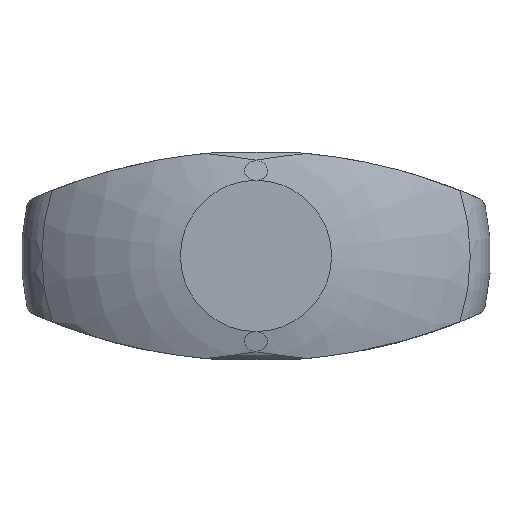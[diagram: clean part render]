
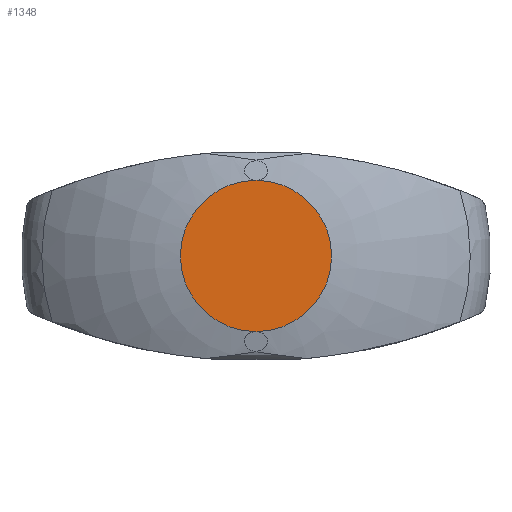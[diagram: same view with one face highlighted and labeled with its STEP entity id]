
A CAD part, top view. The second image highlights one B-rep face of the part: STEP entity #1348.
In plain terms, the highlighted planar face has unit normal (0, 0, 1).
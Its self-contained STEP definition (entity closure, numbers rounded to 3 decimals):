
#866=EDGE_CURVE('',#1254,#1680,#2192,.T.);
#1254=VERTEX_POINT('',#2613);
#1278=EDGE_CURVE('',#1680,#1254,#2639,.T.);
#1348=ADVANCED_FACE('',(#2718),#2719,.T.);
#1680=VERTEX_POINT('',#3080);
#2192=CIRCLE('',#3971,5.8);
#2613=CARTESIAN_POINT('',(0.0,5.8,31.));
#2639=CIRCLE('',#5116,5.8);
#2718=FACE_OUTER_BOUND('',#5373,.T.);
#2719=PLANE('',#5374);
#3080=CARTESIAN_POINT('',(0.0,-5.8,31.));
#3971=AXIS2_PLACEMENT_3D('',#7517,#7518,#7519);
#5116=AXIS2_PLACEMENT_3D('',#7995,#7996,#7997);
#5373=EDGE_LOOP('',(#8102,#8103));
#5374=AXIS2_PLACEMENT_3D('',#8104,#8105,#8106);
#7517=CARTESIAN_POINT('',(0.0,0.,31.0));
#7518=DIRECTION('',(-0.0,0.,-1.0));
#7519=DIRECTION('',(-1.0,0.0,0.0));
#7995=CARTESIAN_POINT('',(0.0,0.,31.0));
#7996=DIRECTION('',(-0.0,0.,-1.0));
#7997=DIRECTION('',(-1.0,0.0,0.0));
#8102=ORIENTED_EDGE('',*,*,#1278,.F.);
#8103=ORIENTED_EDGE('',*,*,#866,.F.);
#8104=CARTESIAN_POINT('',(-2.9,0.,31.0));
#8105=DIRECTION('',(-0.0,0.,1.0));
#8106=DIRECTION('',(1.0,0.0,0.0));
